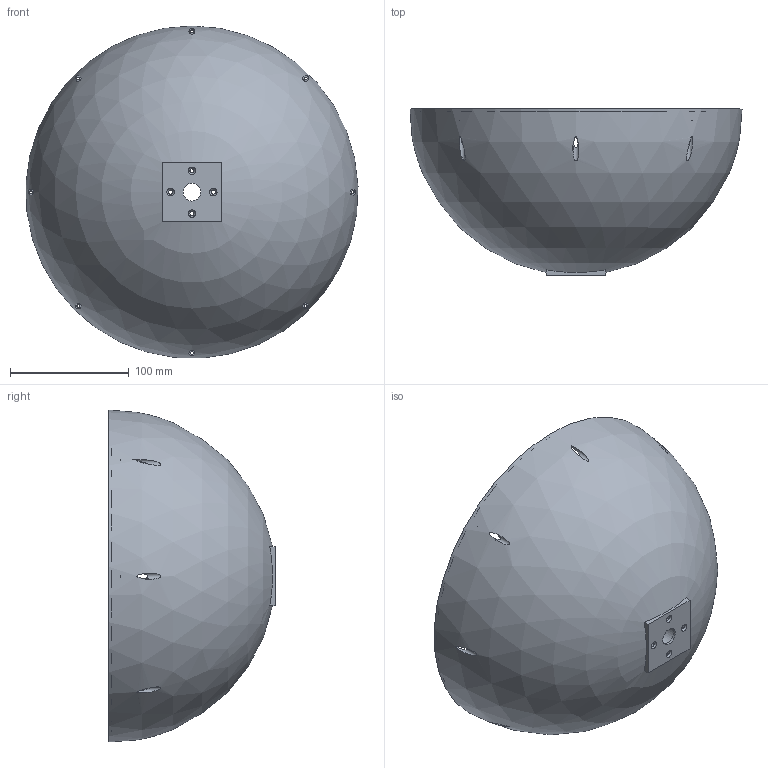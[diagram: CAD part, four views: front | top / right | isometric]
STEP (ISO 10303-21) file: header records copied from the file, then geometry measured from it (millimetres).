
FILE_DESCRIPTION(/* description */ (''),/* implementation_level */ '2;1');
FILE_NAME(/* name */ 'finalballpart2_ipt_b17be296.STEP',/* time_stamp */ '2022-06-02T14:50:21+03:00',/* author */ ('Sulieman DAHER'),/* organization */ (''),/* preprocessor_version */ 'ST-DEVELOPER v16.13',/* originating_system */ 'Autodesk Inventor 2018',/* authorisation */ '');
FILE_SCHEMA (('AUTOMOTIVE_DESIGN { 1 0 10303 214 3 1 1 }'));
Length unit declared in the file: millimetre
Products named in the file (1): finalballpart2
Bounding box: 279.7 x 140 x 279.67 mm (x, y, z)
Volume: 392488.3 mm3; surface area: 253073.1 mm2
Topology: 1 solids, 1 shells, 178 faces, 511 edges, 332 vertices
Faces by surface type: plane 79, cylinder 73, bspline 16, sphere 6, cone 4
Full cylindrical faces by diameter (mm): 2.4 x16, 3.4 x4, 5 x8, 15 x1, 19 x1, 45.1 x1, 276.2 x1, 277.8 x1
Entity records: 6614 total; most frequent: CARTESIAN_POINT 2159, DIRECTION 916, ORIENTED_EDGE 878, EDGE_CURVE 439, AXIS2_PLACEMENT_3D 382, VERTEX_POINT 299, EDGE_LOOP 272, CIRCLE 203
